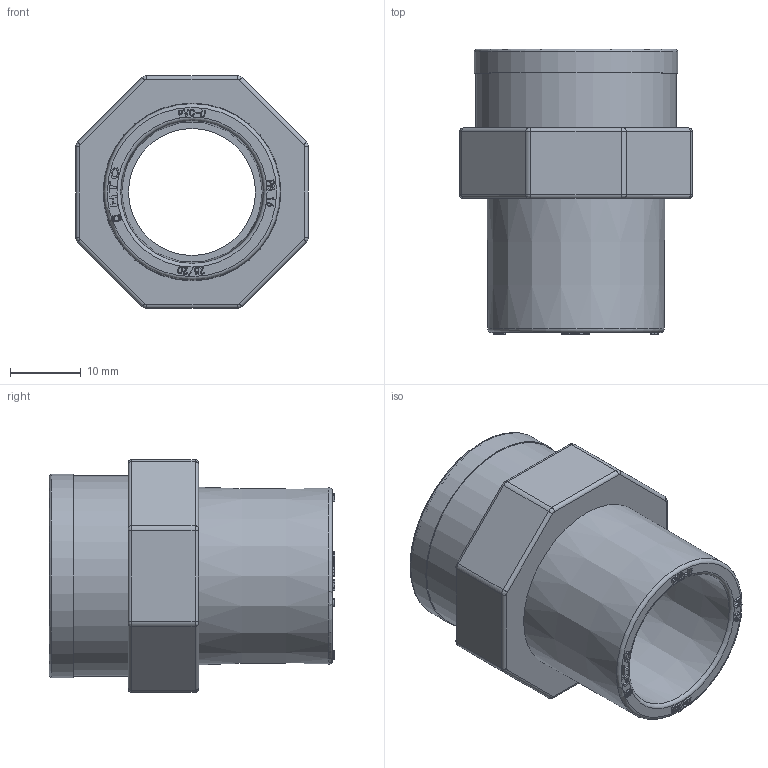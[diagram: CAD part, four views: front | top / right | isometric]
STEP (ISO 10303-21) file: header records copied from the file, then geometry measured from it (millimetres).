
FILE_DESCRIPTION(/* description */ (''),/* implementation_level */ '2;1');
FILE_NAME(/* name */ 'AF0351.020.020.step',/* time_stamp */ '2026-01-22T10:52:26+01:00',/* author */ (''),/* organization */ (''),/* preprocessor_version */ 'ST-DEVELOPER v20.1',/* originating_system */ 'Autodesk Translation Framework v14.21.0.0',/* authorisation */ '');
FILE_SCHEMA (('AUTOMOTIVE_DESIGN { 1 0 10303 214 3 1 1 }'));
Length unit declared in the file: millimetre
Products named in the file (1): 2026-01-22-08-41-41-040
Bounding box: 33 x 40.46 x 33 mm (x, y, z)
Volume: 13044 mm3; surface area: 9012.6 mm2
Topology: 2 solids, 2 shells, 788 faces, 2224 edges, 1470 vertices
Faces by surface type: plane 702, cylinder 55, bspline 23, torus 6, cone 2
Full cylindrical faces by diameter (mm): 0.673 x1, 0.898 x1, 18 x1, 18.631 x8, 20.955 x8, 23.997 x1, 24 x1, 28.5 x1, 28.53 x1, 28.847 x1
Entity records: 29454 total; most frequent: CARTESIAN_POINT 9075, ORIENTED_EDGE 4448, DIRECTION 3818, EDGE_CURVE 2224, LINE 2056, VECTOR 2056, VERTEX_POINT 1470, AXIS2_PLACEMENT_3D 881
